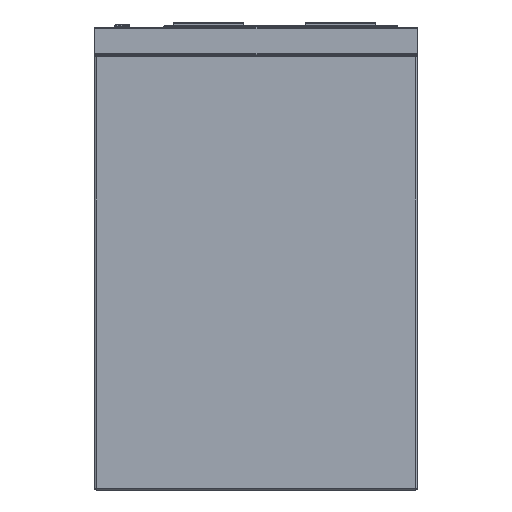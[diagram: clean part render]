
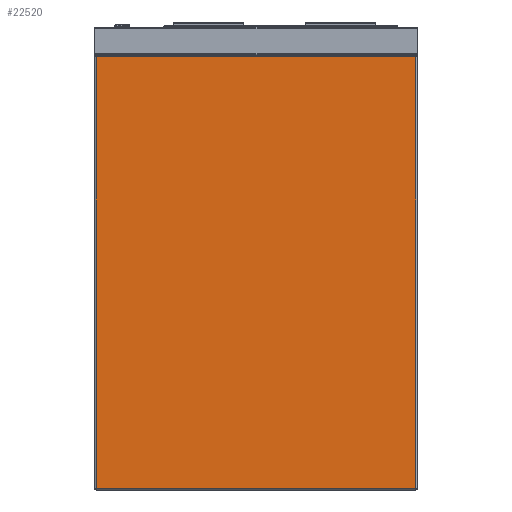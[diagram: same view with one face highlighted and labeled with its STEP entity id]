
A CAD part, left-side view. The second image highlights one B-rep face of the part: STEP entity #22520.
In plain terms, the highlighted planar face has unit normal (-1, 0, 0).
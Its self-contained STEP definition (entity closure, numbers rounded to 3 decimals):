
#408 = EDGE_CURVE ( 'NONE', #19216, #28676, #5466, .T. ) ;
#1250 = CARTESIAN_POINT ( 'NONE',  ( -660., 230., -42. ) ) ;
#2074 = ORIENTED_EDGE ( 'NONE', *, *, #21266, .T. ) ;
#2694 = DIRECTION ( 'NONE',  ( 0., -1., 0. ) ) ;
#5466 = LINE ( 'NONE', #15862, #32064 ) ;
#6672 = VERTEX_POINT ( 'NONE', #17724 ) ;
#7656 = LINE ( 'NONE', #15930, #10282 ) ;
#8436 = ORIENTED_EDGE ( 'NONE', *, *, #408, .T. ) ;
#9285 = CARTESIAN_POINT ( 'NONE',  ( -660., -230., -660. ) ) ;
#9623 = EDGE_CURVE ( 'NONE', #6672, #19216, #13277, .T. ) ;
#10006 = ORIENTED_EDGE ( 'NONE', *, *, #26387, .T. ) ;
#10236 = EDGE_LOOP ( 'NONE', ( #2074, #10006, #20949, #8436 ) ) ;
#10282 = VECTOR ( 'NONE', #24944, 1000. ) ;
#10515 = CARTESIAN_POINT ( 'NONE',  ( -660., 228., -660. ) ) ;
#11855 = DIRECTION ( 'NONE',  ( 0., 0., 1. ) ) ;
#12792 = VECTOR ( 'NONE', #15459, 1000. ) ;
#12827 = VECTOR ( 'NONE', #21745, 1000. ) ;
#13277 = LINE ( 'NONE', #10515, #12827 ) ;
#15023 = CARTESIAN_POINT ( 'NONE',  ( -660., -228., -658. ) ) ;
#15459 = DIRECTION ( 'NONE',  ( 0., 1., 0. ) ) ;
#15862 = CARTESIAN_POINT ( 'NONE',  ( -660., -230., -658. ) ) ;
#15930 = CARTESIAN_POINT ( 'NONE',  ( -660., -228., -660. ) ) ;
#17724 = CARTESIAN_POINT ( 'NONE',  ( -660., 228., -42. ) ) ;
#19216 = VERTEX_POINT ( 'NONE', #22045 ) ;
#19309 = CARTESIAN_POINT ( 'NONE',  ( -660., -228., -42. ) ) ;
#19984 = DIRECTION ( 'NONE',  ( -1., 0., 0. ) ) ;
#20949 = ORIENTED_EDGE ( 'NONE', *, *, #9623, .T. ) ;
#21266 = EDGE_CURVE ( 'NONE', #28676, #28305, #7656, .T. ) ;
#21745 = DIRECTION ( 'NONE',  ( 0., 0., -1. ) ) ;
#22045 = CARTESIAN_POINT ( 'NONE',  ( -660., 228., -658. ) ) ;
#22520 = ADVANCED_FACE ( 'Fl�che7', ( #24585 ), #25487, .T. ) ;
#24585 = FACE_OUTER_BOUND ( 'NONE', #10236, .T. ) ;
#24944 = DIRECTION ( 'NONE',  ( 0., 0., 1. ) ) ;
#25487 = PLANE ( 'NONE',  #27281 ) ;
#26387 = EDGE_CURVE ( 'NONE', #28305, #6672, #35645, .T. ) ;
#27281 = AXIS2_PLACEMENT_3D ( 'NONE', #9285, #19984, #11855 ) ;
#28305 = VERTEX_POINT ( 'NONE', #19309 ) ;
#28676 = VERTEX_POINT ( 'NONE', #15023 ) ;
#32064 = VECTOR ( 'NONE', #2694, 1000. ) ;
#35645 = LINE ( 'NONE', #1250, #12792 ) ;
